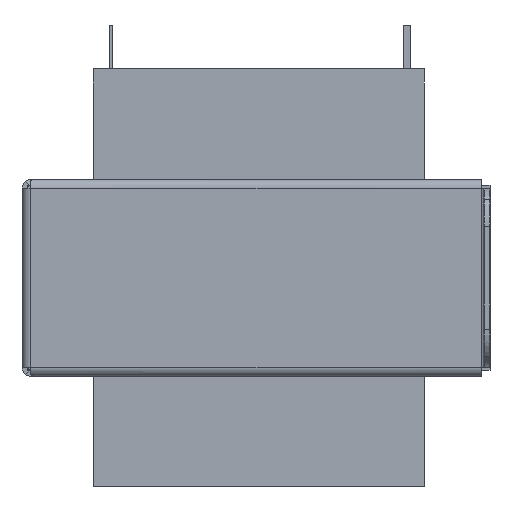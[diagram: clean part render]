
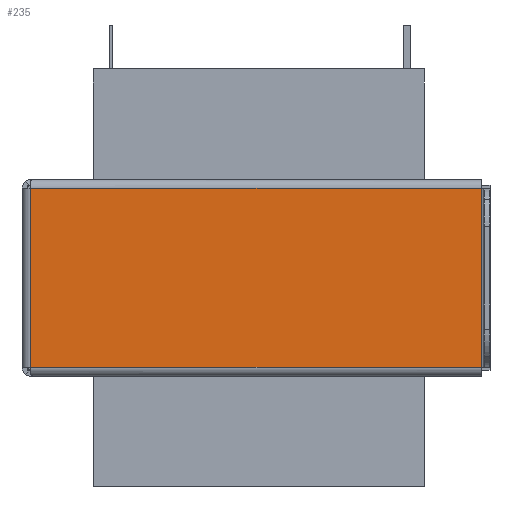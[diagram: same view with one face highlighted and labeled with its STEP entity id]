
A CAD part, left-side view. The second image highlights one B-rep face of the part: STEP entity #235.
In plain terms, the highlighted planar face has unit normal (-1, 0, 0).
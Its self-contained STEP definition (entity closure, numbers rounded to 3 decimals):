
#235=ADVANCED_FACE('',(#606),#607,.F.);
#606=FACE_OUTER_BOUND('',#1102,.T.);
#607=PLANE('',#1103);
#1102=EDGE_LOOP('',(#2434,#2435,#2436,#2437));
#1103=AXIS2_PLACEMENT_3D('',#2438,#2439,#2440);
#2434=ORIENTED_EDGE('',*,*,#2901,.F.);
#2435=ORIENTED_EDGE('',*,*,#2788,.F.);
#2436=ORIENTED_EDGE('',*,*,#2895,.F.);
#2437=ORIENTED_EDGE('',*,*,#2758,.F.);
#2438=CARTESIAN_POINT('',(-38.9,0.661,0.));
#2439=DIRECTION('',(1.0,0.,0.));
#2440=DIRECTION('',(0.,0.,1.0));
#2758=EDGE_CURVE('',#3375,#3370,#3379,.T.);
#2788=EDGE_CURVE('',#3425,#3420,#3429,.T.);
#2895=EDGE_CURVE('',#3370,#3425,#3589,.T.);
#2901=EDGE_CURVE('',#3420,#3375,#3595,.T.);
#3370=VERTEX_POINT('',#4315);
#3375=VERTEX_POINT('',#4321);
#3379=LINE('',#4327,#4328);
#3420=VERTEX_POINT('',#4391);
#3425=VERTEX_POINT('',#4397);
#3429=LINE('',#4403,#4404);
#3589=LINE('',#4662,#4663);
#3595=LINE('',#4674,#4675);
#4315=CARTESIAN_POINT('',(-38.9,-30.55,12.3));
#4321=CARTESIAN_POINT('',(-38.9,31.35,12.3));
#4327=CARTESIAN_POINT('',(-38.9,-30.55,12.3));
#4328=VECTOR('',#5032,10.0);
#4391=CARTESIAN_POINT('',(-38.9,31.35,-12.3));
#4397=CARTESIAN_POINT('',(-38.9,-30.55,-12.3));
#4403=CARTESIAN_POINT('',(-38.9,31.872,-12.3));
#4404=VECTOR('',#5076,10.0);
#4662=CARTESIAN_POINT('',(-38.9,-30.55,-12.3));
#4663=VECTOR('',#5229,10.0);
#4674=CARTESIAN_POINT('',(-38.9,31.35,0.0));
#4675=VECTOR('',#5235,10.0);
#5032=DIRECTION('',(0.,-1.0,0.0));
#5076=DIRECTION('',(0.,1.0,0.));
#5229=DIRECTION('',(0.0,-0.0,-1.0));
#5235=DIRECTION('',(0.,0.,1.0));
